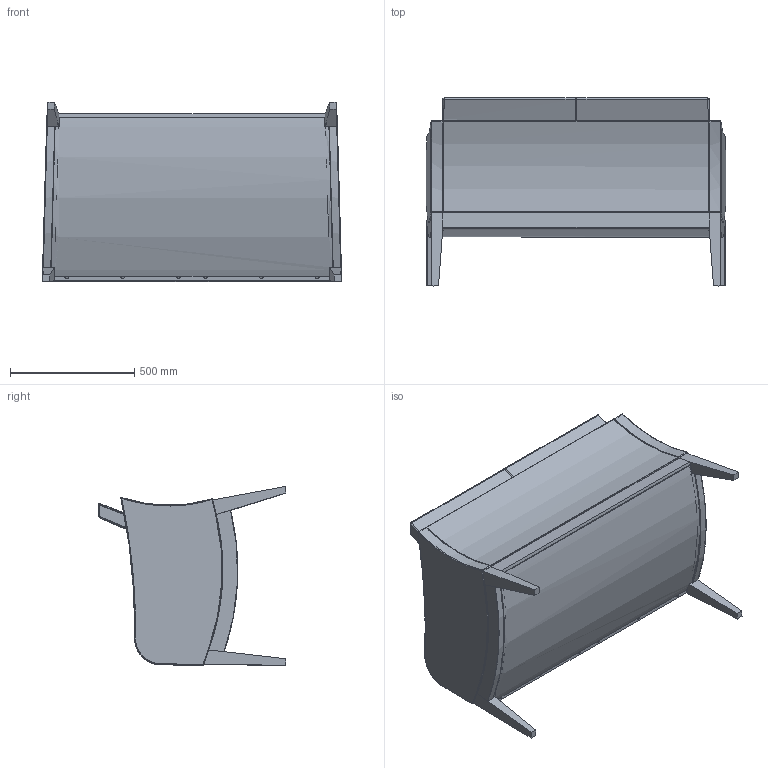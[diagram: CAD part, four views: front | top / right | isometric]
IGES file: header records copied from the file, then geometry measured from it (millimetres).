
Start section: SolidWorks IGES file using analytic representation for surfaces
Global section: file name: Ellen M628D.IGS; native system: SolidWorks 2012; preprocessor: SolidWorks 2012; author: emanuel; date: 121029.143752; units: millimetre
Bounding box: 1204.38 x 755.06 x 720.75 mm (x, y, z)
Surface area: 5035563.5 mm2 (no closed solid volume)
Topology: 0 solids, 0 shells, 201 faces, 2381 edges, 2369 vertices
Faces by surface type: bspline 117, revolution 84
